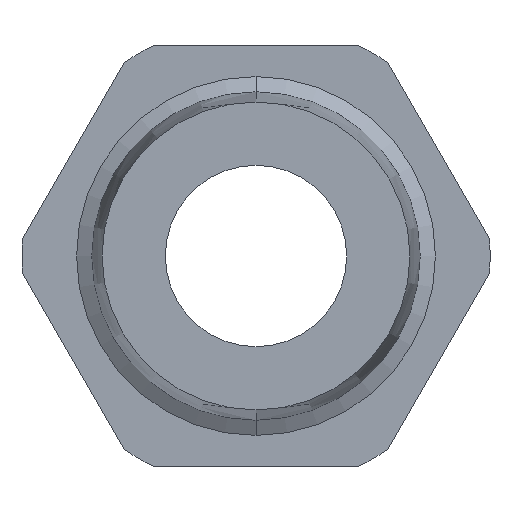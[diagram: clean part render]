
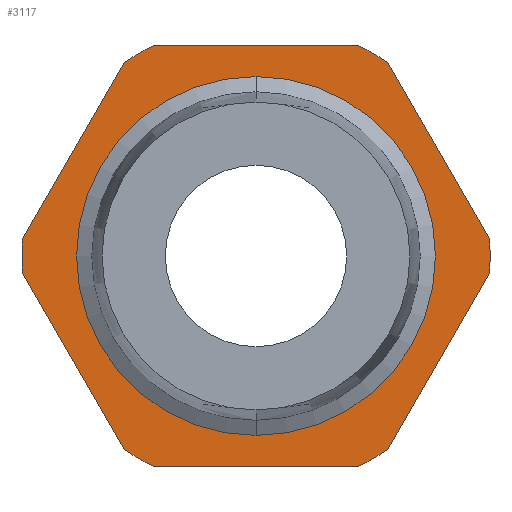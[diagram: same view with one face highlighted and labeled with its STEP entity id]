
A CAD part, front view. The second image highlights one B-rep face of the part: STEP entity #3117.
In plain terms, the highlighted planar face has unit normal (0, -1, 0).
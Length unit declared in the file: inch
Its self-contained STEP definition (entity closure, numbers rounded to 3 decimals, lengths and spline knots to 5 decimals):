
#119 = VERTEX_POINT ( 'NONE', #643 ) ;
#121 = EDGE_CURVE ( 'NONE', #133, #119, #637, .T. ) ;
#133 = VERTEX_POINT ( 'NONE', #672 ) ;
#633 = DIRECTION ( 'NONE',  ( 0., 0., 1. ) ) ;
#634 = DIRECTION ( 'NONE',  ( 0., 1., 0. ) ) ;
#635 = CARTESIAN_POINT ( 'NONE',  ( 0., 0., 0. ) ) ;
#636 = AXIS2_PLACEMENT_3D ( 'NONE', #635, #634, #633 ) ;
#637 = CIRCLE ( 'NONE', #636, 0.335 ) ;
#643 = CARTESIAN_POINT ( 'NONE',  ( 0., 0., -0.335 ) ) ;
#672 = CARTESIAN_POINT ( 'NONE',  ( 0., 0., 0.335 ) ) ;
#1467 = CARTESIAN_POINT ( 'NONE',  ( 0.20762, 0., -0.43 ) ) ;
#1529 = CARTESIAN_POINT ( 'NONE',  ( -0.20762, 0., -0.43 ) ) ;
#1630 = CARTESIAN_POINT ( 'NONE',  ( 0.4762, 0., -0.0352 ) ) ;
#1654 = CARTESIAN_POINT ( 'NONE',  ( 0., 0., 0.86 ) ) ;
#1655 = AXIS2_PLACEMENT_3D ( 'NONE', #1654, #1717, #1716 ) ;
#1656 = PLANE ( 'NONE',  #1655 ) ;
#1657 = FACE_BOUND ( 'NONE', #3143, .T. ) ;
#1658 = FACE_OUTER_BOUND ( 'NONE', #3018, .T. ) ;
#1659 = DIRECTION ( 'NONE',  ( -1., 0., 0. ) ) ;
#1660 = VECTOR ( 'NONE', #1659, 39.37008 ) ;
#1661 = CARTESIAN_POINT ( 'NONE',  ( 0.24826, 0., -0.43 ) ) ;
#1662 = LINE ( 'NONE', #1661, #1660 ) ;
#1663 = DIRECTION ( 'NONE',  ( 0., 0., -1. ) ) ;
#1664 = DIRECTION ( 'NONE',  ( 0., -1., 0. ) ) ;
#1665 = CARTESIAN_POINT ( 'NONE',  ( 0., 0., 0. ) ) ;
#1666 = AXIS2_PLACEMENT_3D ( 'NONE', #1665, #1664, #1663 ) ;
#1667 = CIRCLE ( 'NONE', #1666, 0.4775 ) ;
#1668 = DIRECTION ( 'NONE',  ( -0.5, 0., -0.866 ) ) ;
#1669 = VECTOR ( 'NONE', #1668, 39.37008 ) ;
#1670 = CARTESIAN_POINT ( 'NONE',  ( 0.49652, 0., 0. ) ) ;
#1671 = LINE ( 'NONE', #1670, #1669 ) ;
#1683 = CARTESIAN_POINT ( 'NONE',  ( 0.26858, 0., -0.3948 ) ) ;
#1684 = DIRECTION ( 'NONE',  ( 0., 0., -1. ) ) ;
#1685 = DIRECTION ( 'NONE',  ( 0., -1., 0. ) ) ;
#1686 = CARTESIAN_POINT ( 'NONE',  ( 0., 0., 0. ) ) ;
#1687 = AXIS2_PLACEMENT_3D ( 'NONE', #1686, #1685, #1684 ) ;
#1688 = CIRCLE ( 'NONE', #1687, 0.4775 ) ;
#1689 = LINE ( 'NONE', #1744, #1743 ) ;
#1691 = CARTESIAN_POINT ( 'NONE',  ( -0.20762, 0., 0.43 ) ) ;
#1692 = DIRECTION ( 'NONE',  ( 0., 0., 1. ) ) ;
#1693 = DIRECTION ( 'NONE',  ( 0., 1., 0. ) ) ;
#1694 = CARTESIAN_POINT ( 'NONE',  ( 0., 0., 0. ) ) ;
#1695 = AXIS2_PLACEMENT_3D ( 'NONE', #1694, #1693, #1692 ) ;
#1696 = CIRCLE ( 'NONE', #1695, 0.335 ) ;
#1707 = CARTESIAN_POINT ( 'NONE',  ( -0.26858, 0., 0.3948 ) ) ;
#1708 = DIRECTION ( 'NONE',  ( 0., 0., -1. ) ) ;
#1709 = DIRECTION ( 'NONE',  ( 0., -1., 0. ) ) ;
#1710 = CARTESIAN_POINT ( 'NONE',  ( 0., 0., 0. ) ) ;
#1711 = AXIS2_PLACEMENT_3D ( 'NONE', #1710, #1709, #1708 ) ;
#1712 = CIRCLE ( 'NONE', #1711, 0.4775 ) ;
#1713 = CARTESIAN_POINT ( 'NONE',  ( 0.4762, 0., 0.0352 ) ) ;
#1714 = CARTESIAN_POINT ( 'NONE',  ( 0.26858, 0., 0.3948 ) ) ;
#1715 = CARTESIAN_POINT ( 'NONE',  ( 0.20762, 0., 0.43 ) ) ;
#1716 = DIRECTION ( 'NONE',  ( 0., 0., -1. ) ) ;
#1717 = DIRECTION ( 'NONE',  ( 0., -1., 0. ) ) ;
#1738 = DIRECTION ( 'NONE',  ( 0.5, 0., -0.866 ) ) ;
#1739 = VECTOR ( 'NONE', #1738, 39.37008 ) ;
#1740 = CARTESIAN_POINT ( 'NONE',  ( 0.24826, 0., 0.43 ) ) ;
#1741 = LINE ( 'NONE', #1740, #1739 ) ;
#1742 = DIRECTION ( 'NONE',  ( 1., 0., 0. ) ) ;
#1743 = VECTOR ( 'NONE', #1742, 39.37008 ) ;
#1744 = CARTESIAN_POINT ( 'NONE',  ( -0.24826, 0., 0.43 ) ) ;
#1745 = DIRECTION ( 'NONE',  ( 0., 0., -1. ) ) ;
#1746 = DIRECTION ( 'NONE',  ( 0., -1., 0. ) ) ;
#1747 = CARTESIAN_POINT ( 'NONE',  ( 0., 0., 0. ) ) ;
#1748 = AXIS2_PLACEMENT_3D ( 'NONE', #1747, #1746, #1745 ) ;
#1749 = CIRCLE ( 'NONE', #1748, 0.4775 ) ;
#1750 = DIRECTION ( 'NONE',  ( 0.5, 0., 0.866 ) ) ;
#1751 = VECTOR ( 'NONE', #1750, 39.37008 ) ;
#1752 = CARTESIAN_POINT ( 'NONE',  ( -0.49652, 0., 0. ) ) ;
#1753 = LINE ( 'NONE', #1752, #1751 ) ;
#1754 = CARTESIAN_POINT ( 'NONE',  ( -0.26858, 0., -0.3948 ) ) ;
#1755 = CARTESIAN_POINT ( 'NONE',  ( -0.4762, 0., -0.0352 ) ) ;
#1756 = CARTESIAN_POINT ( 'NONE',  ( -0.4762, 0., 0.0352 ) ) ;
#1757 = DIRECTION ( 'NONE',  ( 0., 0., -1. ) ) ;
#1758 = DIRECTION ( 'NONE',  ( 0., -1., 0. ) ) ;
#1759 = CARTESIAN_POINT ( 'NONE',  ( 0., 0., 0. ) ) ;
#1760 = AXIS2_PLACEMENT_3D ( 'NONE', #1759, #1758, #1757 ) ;
#1765 = CIRCLE ( 'NONE', #1760, 0.4775 ) ;
#1802 = DIRECTION ( 'NONE',  ( 0., 0., -1. ) ) ;
#1803 = DIRECTION ( 'NONE',  ( 0., -1., 0. ) ) ;
#1804 = CARTESIAN_POINT ( 'NONE',  ( 0., 0., 0. ) ) ;
#1805 = AXIS2_PLACEMENT_3D ( 'NONE', #1804, #1803, #1802 ) ;
#1806 = CIRCLE ( 'NONE', #1805, 0.4775 ) ;
#1807 = DIRECTION ( 'NONE',  ( -0.5, 0., 0.866 ) ) ;
#1808 = VECTOR ( 'NONE', #1807, 39.37008 ) ;
#1809 = CARTESIAN_POINT ( 'NONE',  ( -0.24826, 0., -0.43 ) ) ;
#1810 = LINE ( 'NONE', #1809, #1808 ) ;
#3018 = EDGE_LOOP ( 'NONE', ( #3030, #3022, #3107, #3157, #3123, #3121, #3128, #3119, #3166, #3167, #3170, #3171 ) ) ;
#3021 = VERTEX_POINT ( 'NONE', #1467 ) ;
#3022 = ORIENTED_EDGE ( 'NONE', *, *, #3115, .T. ) ;
#3023 = VERTEX_POINT ( 'NONE', #1529 ) ;
#3030 = ORIENTED_EDGE ( 'NONE', *, *, #3116, .F. ) ;
#3104 = VERTEX_POINT ( 'NONE', #1630 ) ;
#3107 = ORIENTED_EDGE ( 'NONE', *, *, #3114, .F. ) ;
#3110 = VERTEX_POINT ( 'NONE', #1683 ) ;
#3114 = EDGE_CURVE ( 'NONE', #3104, #3110, #1671, .T. ) ;
#3115 = EDGE_CURVE ( 'NONE', #3021, #3110, #1667, .T. ) ;
#3116 = EDGE_CURVE ( 'NONE', #3021, #3023, #1662, .T. ) ;
#3117 = ADVANCED_FACE ( 'NONE', ( #1658, #1657 ), #1656, .T. ) ;
#3119 = ORIENTED_EDGE ( 'NONE', *, *, #3125, .T. ) ;
#3120 = VERTEX_POINT ( 'NONE', #1715 ) ;
#3121 = ORIENTED_EDGE ( 'NONE', *, *, #3138, .T. ) ;
#3122 = VERTEX_POINT ( 'NONE', #1714 ) ;
#3123 = ORIENTED_EDGE ( 'NONE', *, *, #3140, .F. ) ;
#3124 = VERTEX_POINT ( 'NONE', #1713 ) ;
#3125 = EDGE_CURVE ( 'NONE', #3131, #3126, #1712, .T. ) ;
#3126 = VERTEX_POINT ( 'NONE', #1707 ) ;
#3128 = ORIENTED_EDGE ( 'NONE', *, *, #3139, .F. ) ;
#3130 = EDGE_CURVE ( 'NONE', #119, #133, #1696, .T. ) ;
#3131 = VERTEX_POINT ( 'NONE', #1691 ) ;
#3138 = EDGE_CURVE ( 'NONE', #3122, #3120, #1688, .T. ) ;
#3139 = EDGE_CURVE ( 'NONE', #3131, #3120, #1689, .T. ) ;
#3140 = EDGE_CURVE ( 'NONE', #3122, #3124, #1741, .T. ) ;
#3143 = EDGE_LOOP ( 'NONE', ( #3158, #3184 ) ) ;
#3157 = ORIENTED_EDGE ( 'NONE', *, *, #3177, .T. ) ;
#3158 = ORIENTED_EDGE ( 'NONE', *, *, #121, .T. ) ;
#3165 = EDGE_CURVE ( 'NONE', #3168, #3169, #1765, .T. ) ;
#3166 = ORIENTED_EDGE ( 'NONE', *, *, #3173, .F. ) ;
#3167 = ORIENTED_EDGE ( 'NONE', *, *, #3165, .T. ) ;
#3168 = VERTEX_POINT ( 'NONE', #1756 ) ;
#3169 = VERTEX_POINT ( 'NONE', #1755 ) ;
#3170 = ORIENTED_EDGE ( 'NONE', *, *, #3176, .F. ) ;
#3171 = ORIENTED_EDGE ( 'NONE', *, *, #3175, .T. ) ;
#3172 = VERTEX_POINT ( 'NONE', #1754 ) ;
#3173 = EDGE_CURVE ( 'NONE', #3168, #3126, #1753, .T. ) ;
#3175 = EDGE_CURVE ( 'NONE', #3172, #3023, #1749, .T. ) ;
#3176 = EDGE_CURVE ( 'NONE', #3172, #3169, #1810, .T. ) ;
#3177 = EDGE_CURVE ( 'NONE', #3104, #3124, #1806, .T. ) ;
#3184 = ORIENTED_EDGE ( 'NONE', *, *, #3130, .T. ) ;
